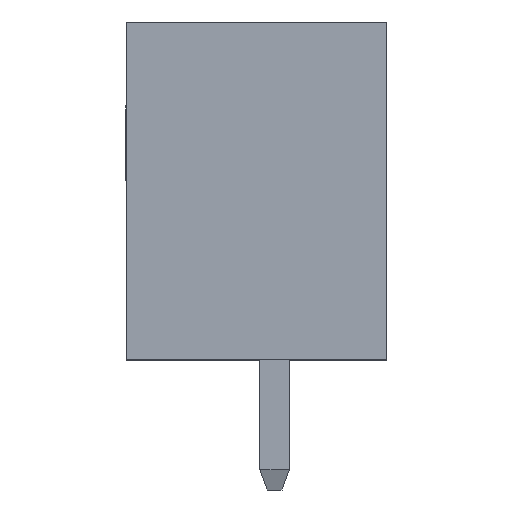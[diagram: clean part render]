
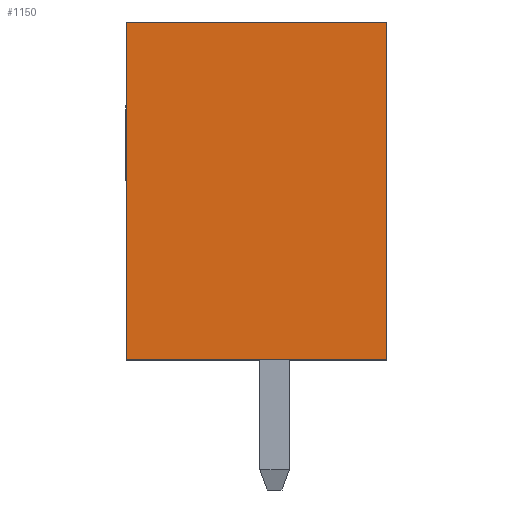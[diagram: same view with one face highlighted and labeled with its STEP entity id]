
A CAD part, left-side view. The second image highlights one B-rep face of the part: STEP entity #1150.
In plain terms, the highlighted planar face has unit normal (-1, 0, 0).
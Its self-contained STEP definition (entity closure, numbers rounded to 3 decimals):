
#1150 = ADVANCED_FACE('',(#1151),#1185,.T.);
#1151 = FACE_BOUND('',#1152,.T.);
#1152 = EDGE_LOOP('',(#1153,#1163,#1171,#1179));
#1153 = ORIENTED_EDGE('',*,*,#1154,.F.);
#1154 = EDGE_CURVE('',#1155,#1157,#1159,.T.);
#1155 = VERTEX_POINT('',#1156);
#1156 = CARTESIAN_POINT('',(-14.5,4.05,9.1));
#1157 = VERTEX_POINT('',#1158);
#1158 = CARTESIAN_POINT('',(-14.5,-2.95,9.1));
#1159 = LINE('',#1160,#1161);
#1160 = CARTESIAN_POINT('',(-14.5,19.85,9.1));
#1161 = VECTOR('',#1162,1.);
#1162 = DIRECTION('',(0.,-1.,0.));
#1163 = ORIENTED_EDGE('',*,*,#1164,.T.);
#1164 = EDGE_CURVE('',#1155,#1165,#1167,.T.);
#1165 = VERTEX_POINT('',#1166);
#1166 = CARTESIAN_POINT('',(-14.5,4.05,0.));
#1167 = LINE('',#1168,#1169);
#1168 = CARTESIAN_POINT('',(-14.5,4.05,9.1));
#1169 = VECTOR('',#1170,1.);
#1170 = DIRECTION('',(0.,0.,-1.));
#1171 = ORIENTED_EDGE('',*,*,#1172,.T.);
#1172 = EDGE_CURVE('',#1165,#1173,#1175,.T.);
#1173 = VERTEX_POINT('',#1174);
#1174 = CARTESIAN_POINT('',(-14.5,-2.95,0.));
#1175 = LINE('',#1176,#1177);
#1176 = CARTESIAN_POINT('',(-14.5,4.05,0.));
#1177 = VECTOR('',#1178,1.);
#1178 = DIRECTION('',(0.,-1.,0.));
#1179 = ORIENTED_EDGE('',*,*,#1180,.T.);
#1180 = EDGE_CURVE('',#1173,#1157,#1181,.T.);
#1181 = LINE('',#1182,#1183);
#1182 = CARTESIAN_POINT('',(-14.5,-2.95,-12.7));
#1183 = VECTOR('',#1184,1.);
#1184 = DIRECTION('',(0.,0.,1.));
#1185 = PLANE('',#1186);
#1186 = AXIS2_PLACEMENT_3D('',#1187,#1188,#1189);
#1187 = CARTESIAN_POINT('',(-14.5,19.85,-12.7));
#1188 = DIRECTION('',(-1.,0.,0.));
#1189 = DIRECTION('',(0.,-1.,0.));
